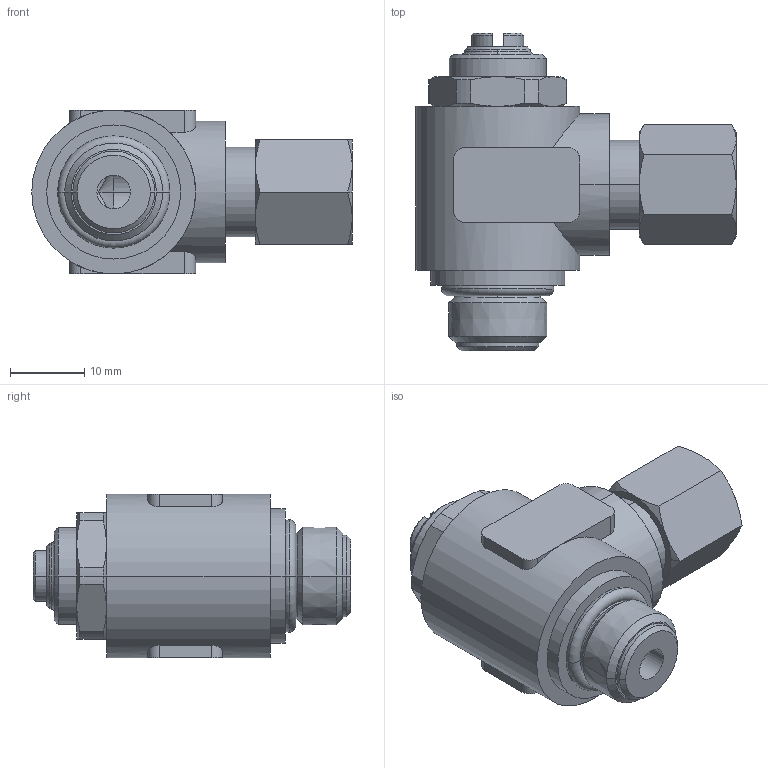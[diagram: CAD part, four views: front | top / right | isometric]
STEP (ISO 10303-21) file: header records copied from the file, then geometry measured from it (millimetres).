
FILE_DESCRIPTION(('STEP AP214'),'1');
FILE_NAME('7160_08_13.stp','2016-07-07T14:53:26',('TraceParts'),('TraceParts S.A.'),'Spatial InterOp 3D',' ',' ');
FILE_SCHEMA(('automotive_design'));
Length unit declared in the file: millimetre
Products named in the file (1): 1
Bounding box: 43.03 x 42.69 x 22 mm (x, y, z)
Volume: 14170.2 mm3; surface area: 5655.7 mm2
Topology: 1 solids, 1 shells, 153 faces, 365 edges, 224 vertices
Faces by surface type: cone 58, plane 43, cylinder 38, torus 14
Entity records: 4780 total; most frequent: CARTESIAN_POINT 1275, DIRECTION 777, ORIENTED_EDGE 730, EDGE_CURVE 365, AXIS2_PLACEMENT_3D 332, VERTEX_POINT 224, CIRCLE 178, EDGE_LOOP 165
